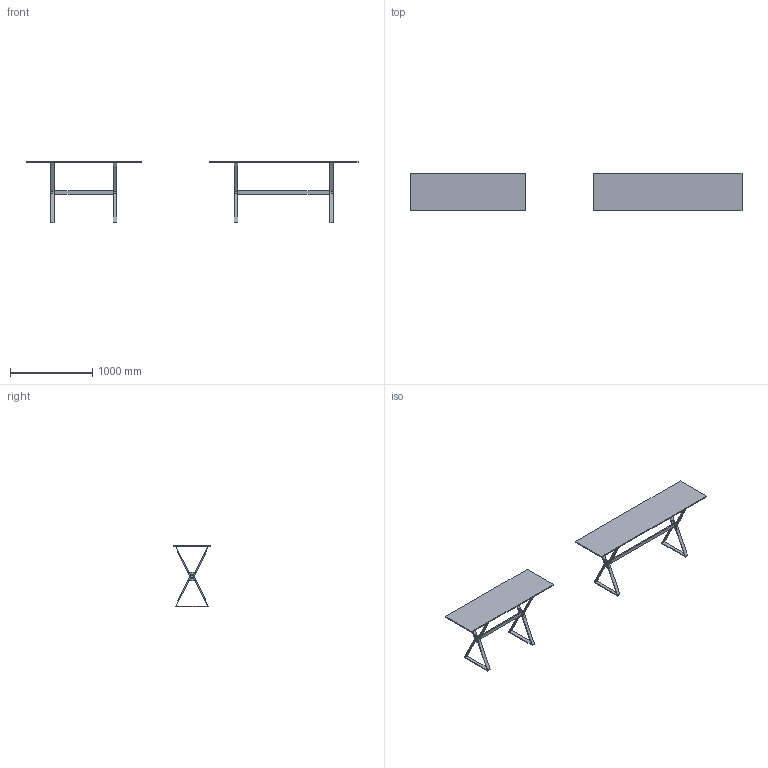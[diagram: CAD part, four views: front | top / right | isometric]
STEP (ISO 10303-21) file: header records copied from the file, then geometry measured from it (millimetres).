
FILE_DESCRIPTION(/* description */ (''),/* implementation_level */ '2;1');
FILE_NAME(/* name */ 'HYPE_C~1',/* time_stamp */ '2019-05-27T17:05:28+02:00',/* author */ (''),/* organization */ (''),/* preprocessor_version */ 'ST-DEVELOPER v16.5',/* originating_system */ '',/* authorisation */ '');
FILE_SCHEMA (('CONFIG_CONTROL_DESIGN'));
Length unit declared in the file: millimetre
Products named in the file (1): Document
Bounding box: 4026.6 x 450 x 748.29 mm (x, y, z)
Volume: 22448125.9 mm3; surface area: 4214440.7 mm2
Topology: 24 solids, 24 shells, 192 faces, 434 edges, 292 vertices
Faces by surface type: bspline 100, plane 92
Entity records: 4765 total; most frequent: CARTESIAN_POINT 2035, ORIENTED_EDGE 864, EDGE_CURVE 432, VERTEX_POINT 288, ADVANCED_FACE 192, FACE_OUTER_BOUND 192, EDGE_LOOP 192, B_SPLINE_CURVE_WITH_KNOTS 146
